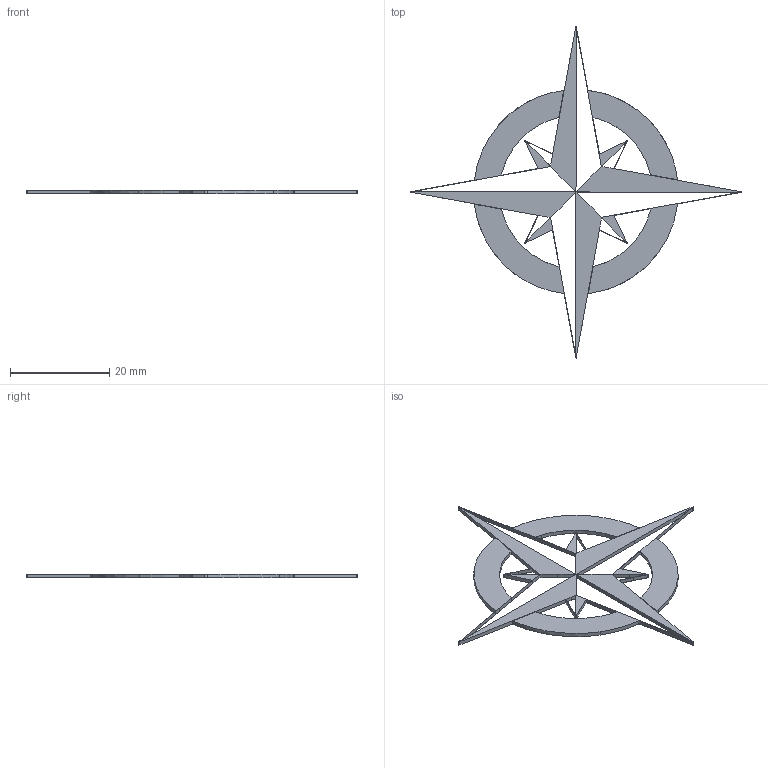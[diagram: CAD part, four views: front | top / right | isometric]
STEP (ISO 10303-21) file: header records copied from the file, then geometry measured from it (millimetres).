
FILE_DESCRIPTION(/* description */ (''),/* implementation_level */ '2;1');
FILE_NAME(/* name */ 'compass.step',/* time_stamp */ '2023-04-24T15:00:28-07:00',/* author */ (''),/* organization */ (''),/* preprocessor_version */ 'ST-DEVELOPER v19.2',/* originating_system */ 'Autodesk Translation Framework v12.4.0.73',/* authorisation */ '');
FILE_SCHEMA (('AUTOMOTIVE_DESIGN { 1 0 10303 214 3 1 1 }'));
Length unit declared in the file: millimetre
Products named in the file (1): compass
Bounding box: 66.84 x 66.84 x 0.8 mm (x, y, z)
Volume: 680.7 mm3; surface area: 2323 mm2
Topology: 1 solids, 1 shells, 123 faces, 363 edges, 242 vertices
Faces by surface type: bspline 99, plane 24
Entity records: 4660 total; most frequent: CARTESIAN_POINT 2198, ORIENTED_EDGE 726, EDGE_CURVE 363, VERTEX_POINT 242, DIRECTION 215, LINE 165, VECTOR 165, EDGE_LOOP 139
